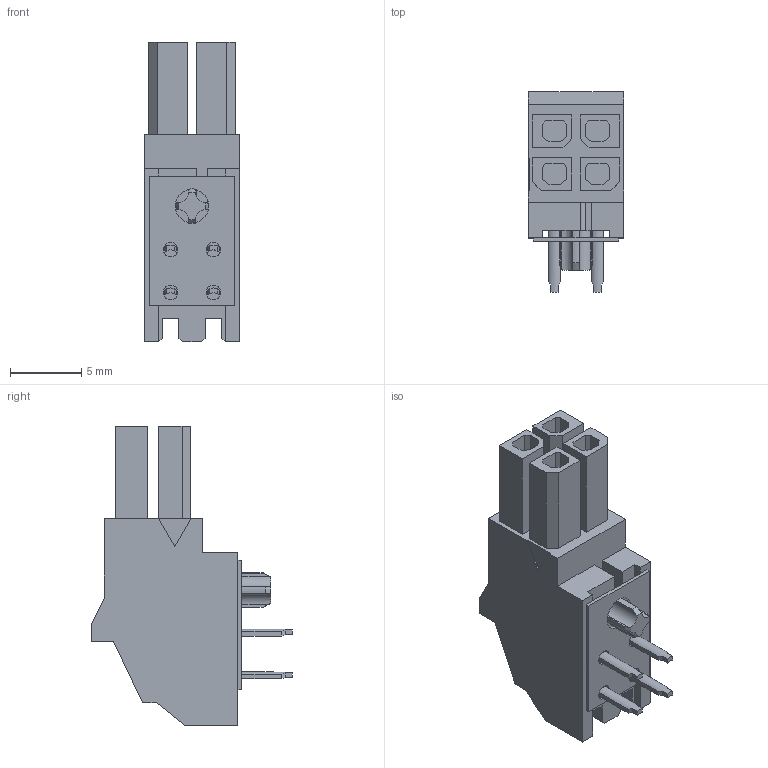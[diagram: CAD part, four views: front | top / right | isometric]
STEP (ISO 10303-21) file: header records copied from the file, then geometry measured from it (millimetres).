
FILE_DESCRIPTION((''),'2;1');
FILE_NAME('447640401','2008-01-28T',('pnb'),(''),'PRO/ENGINEER BY PARAMETRIC TECHNOLOGY CORPORATION, 2003451','PRO/ENGINEER BY PARAMETRIC TECHNOLOGY CORPORATION, 2003451','');
FILE_SCHEMA(('CONFIG_CONTROL_DESIGN'));
Length unit declared in the file: inch
Products named in the file (1): 447640401
Bounding box: 6.71 x 14.05 x 20.98 mm (x, y, z)
Volume: 827.9 mm3; surface area: 1168.5 mm2
Topology: 1 solids, 1 shells, 214 faces, 613 edges, 416 vertices
Faces by surface type: plane 179, cylinder 31, cone 4
Entity records: 6968 total; most frequent: CARTESIAN_POINT 1320, ORIENTED_EDGE 1188, DIRECTION 1084, EDGE_CURVE 594, VECTOR 504, LINE 504, VERTEX_POINT 388, AXIS2_PLACEMENT_3D 290
